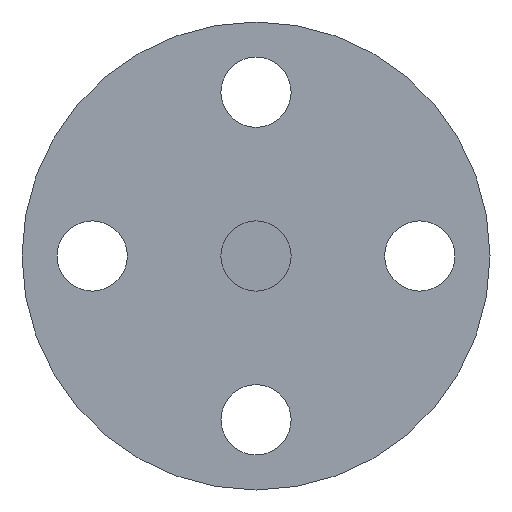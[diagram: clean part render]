
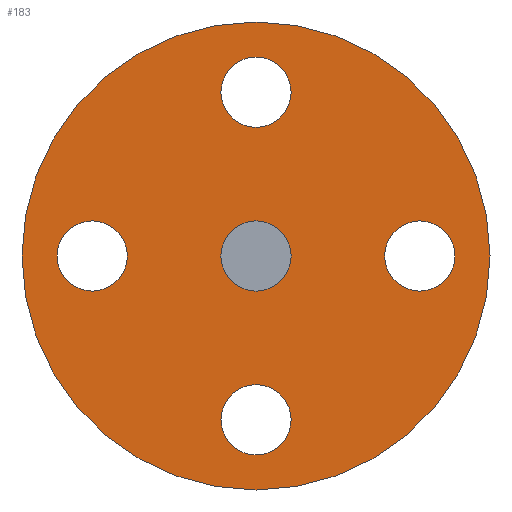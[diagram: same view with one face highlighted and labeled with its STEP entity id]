
A CAD part, front view. The second image highlights one B-rep face of the part: STEP entity #183.
In plain terms, the highlighted planar face has unit normal (0, -1, 0).
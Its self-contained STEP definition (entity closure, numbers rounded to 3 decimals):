
#20=FACE_BOUND('',#56,.T.);
#21=FACE_BOUND('',#57,.T.);
#22=FACE_BOUND('',#58,.T.);
#23=FACE_BOUND('',#59,.T.);
#24=FACE_BOUND('',#60,.T.);
#28=PLANE('',#222);
#39=FACE_OUTER_BOUND('',#55,.T.);
#55=EDGE_LOOP('',(#160));
#56=EDGE_LOOP('',(#161));
#57=EDGE_LOOP('',(#162));
#58=EDGE_LOOP('',(#163));
#59=EDGE_LOOP('',(#164));
#60=EDGE_LOOP('',(#165));
#77=CIRCLE('',#203,1.5);
#79=CIRCLE('',#207,1.5);
#81=CIRCLE('',#210,1.5);
#83=CIRCLE('',#213,1.5);
#85=CIRCLE('',#216,1.5);
#88=CIRCLE('',#220,10.);
#91=VERTEX_POINT('',#291);
#93=VERTEX_POINT('',#298);
#95=VERTEX_POINT('',#304);
#97=VERTEX_POINT('',#310);
#99=VERTEX_POINT('',#316);
#102=VERTEX_POINT('',#324);
#106=EDGE_CURVE('',#91,#91,#77,.T.);
#109=EDGE_CURVE('',#93,#93,#79,.T.);
#112=EDGE_CURVE('',#95,#95,#81,.T.);
#115=EDGE_CURVE('',#97,#97,#83,.T.);
#118=EDGE_CURVE('',#99,#99,#85,.T.);
#123=EDGE_CURVE('',#102,#102,#88,.T.);
#160=ORIENTED_EDGE('',*,*,#123,.F.);
#161=ORIENTED_EDGE('',*,*,#106,.T.);
#162=ORIENTED_EDGE('',*,*,#109,.T.);
#163=ORIENTED_EDGE('',*,*,#112,.T.);
#164=ORIENTED_EDGE('',*,*,#115,.T.);
#165=ORIENTED_EDGE('',*,*,#118,.T.);
#183=ADVANCED_FACE('',(#39,#20,#21,#22,#23,#24),#28,.F.);
#203=AXIS2_PLACEMENT_3D('',#292,#236,#237);
#207=AXIS2_PLACEMENT_3D('',#299,#245,#246);
#210=AXIS2_PLACEMENT_3D('',#305,#252,#253);
#213=AXIS2_PLACEMENT_3D('',#311,#259,#260);
#216=AXIS2_PLACEMENT_3D('',#317,#266,#267);
#220=AXIS2_PLACEMENT_3D('',#326,#276,#277);
#222=AXIS2_PLACEMENT_3D('',#328,#280,#281);
#236=DIRECTION('center_axis',(0.,1.,0.));
#237=DIRECTION('ref_axis',(1.,0.,0.));
#245=DIRECTION('center_axis',(0.,1.,0.));
#246=DIRECTION('ref_axis',(1.,0.,0.));
#252=DIRECTION('center_axis',(0.,1.,0.));
#253=DIRECTION('ref_axis',(1.,0.,0.));
#259=DIRECTION('center_axis',(0.,1.,0.));
#260=DIRECTION('ref_axis',(1.,0.,0.));
#266=DIRECTION('center_axis',(0.,1.,0.));
#267=DIRECTION('ref_axis',(1.,0.,0.));
#276=DIRECTION('center_axis',(0.,1.,0.));
#277=DIRECTION('ref_axis',(1.,0.,0.));
#280=DIRECTION('center_axis',(0.,1.,0.));
#281=DIRECTION('ref_axis',(1.,0.,0.));
#291=CARTESIAN_POINT('',(-1.5,0.,-10.));
#292=CARTESIAN_POINT('Origin',(0.,0.,-10.));
#298=CARTESIAN_POINT('',(-1.499,0.,-17.));
#299=CARTESIAN_POINT('Origin',(0.001,0.,
-17.));
#304=CARTESIAN_POINT('',(-8.5,0.,-10.));
#305=CARTESIAN_POINT('Origin',(-7.,0.,-10.));
#310=CARTESIAN_POINT('',(5.5,0.,-10.));
#311=CARTESIAN_POINT('Origin',(7.,0.,-10.));
#316=CARTESIAN_POINT('',(-1.5,0.,-3.));
#317=CARTESIAN_POINT('Origin',(0.,0.,-3.));
#324=CARTESIAN_POINT('',(-10.,0.,-10.));
#326=CARTESIAN_POINT('Origin',(0.,0.,-10.));
#328=CARTESIAN_POINT('Origin',(0.,0.,-10.));
